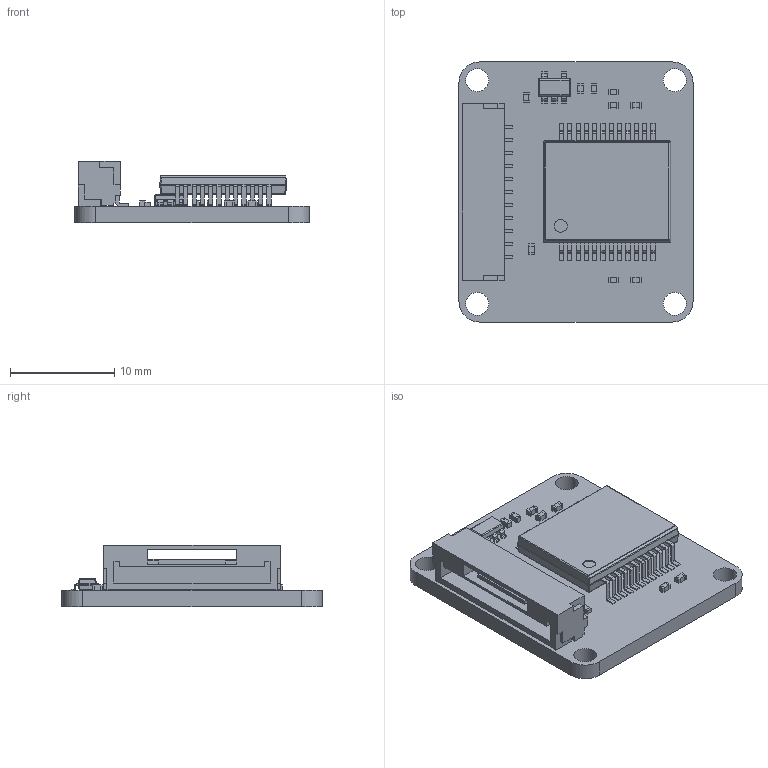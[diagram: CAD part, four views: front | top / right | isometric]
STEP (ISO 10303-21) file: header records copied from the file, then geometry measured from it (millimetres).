
FILE_DESCRIPTION(('Open CASCADE Model'),'2;1');
FILE_NAME('Open CASCADE Shape Model','2024-01-31T15:26:02',('Author'),( 'Open CASCADE'),'Open CASCADE STEP processor 7.5','Open CASCADE 7.5' ,'Unknown');
FILE_SCHEMA(('AUTOMOTIVE_DESIGN { 1 0 10303 214 1 1 1 1 }'));
Length unit declared in the file: millimetre
Products named in the file (30): PCB; BoardCarrier; Open CASCADE STEP translator 7.5 2.1.1; C8Carrier; 0402 cap; C7Carrier; C6Carrier; C5Carrier; C4Carrier; U2Carrier; 11401294672; Open CASCADE STEP translator 7.5 1.1; Body; Open CASCADE STEP translator 7.5 1.2.1; Leader; U1Carrier; 7059944704; Open CASCADE STEP translator 6.8 2.1.1; R1Carrier; 7287745472; Extruded; 7287745632; J1Carrier; SM11B-GHS-TB; C3Carrier; C2Carrier; C1Carrier
Assembly tree (64 placements, depth 5):
  PCB
    BoardCarrier
      Open CASCADE STEP translator 7.5 2.1.1
    C8Carrier
      0402 cap
    C7Carrier
      0402 cap
    C6Carrier
      0402 cap
    C5Carrier
      0402 cap
    C4Carrier
      0402 cap
    U2Carrier
      11401294672
        Open CASCADE STEP translator 7.5 1.1
        Body
          Open CASCADE STEP translator 7.5 1.2.1
        Leader  x24
    U1Carrier
      7059944704
        Body
          Open CASCADE STEP translator 6.8 2.1.1
        Leader  x5
    R1Carrier
      7287745472  x2
        Extruded
      7287745632
        Extruded
    J1Carrier
      SM11B-GHS-TB
    C3Carrier
      0402 cap
    C2Carrier
      0402 cap
    C1Carrier
      0402 cap
Bounding box: 22.5 x 25 x 5.95 mm (x, y, z)
Volume: 1279.3 mm3; surface area: 2217.7 mm2
Topology: 44 solids, 45 shells, 1371 faces, 2930 edges, 1505 vertices
Faces by surface type: plane 833, cylinder 376, sphere 146, bspline 16
Full cylindrical faces by diameter (mm): 1.225 x1, 2.2 x4
Entity records: 13874 total; most frequent: CARTESIAN_POINT 3439, DIRECTION 1841, ORIENTED_EDGE 1767, EDGE_CURVE 884, LINE 683, VECTOR 683, AXIS2_PLACEMENT_3D 579, VERTEX_POINT 513
